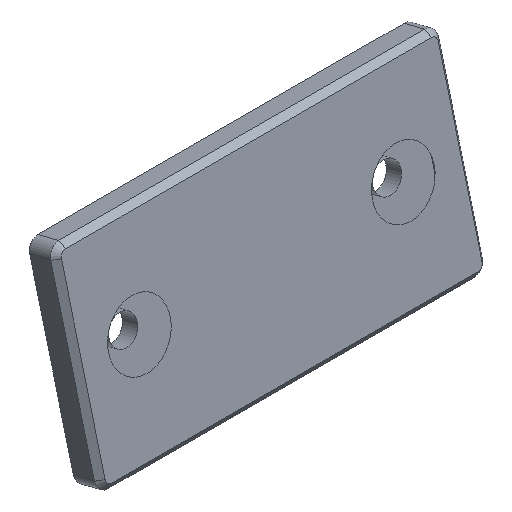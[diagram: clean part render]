
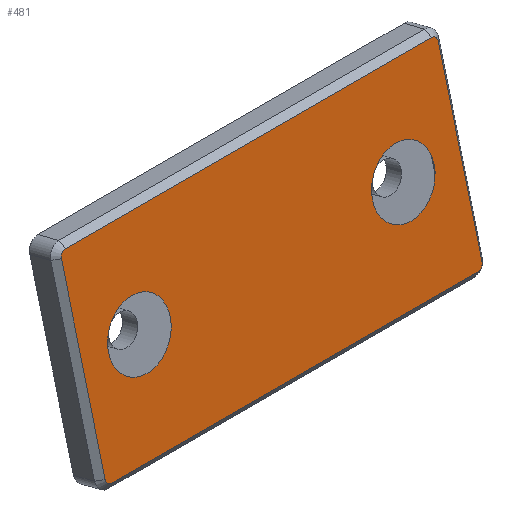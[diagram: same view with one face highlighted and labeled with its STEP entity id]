
A CAD part, isometric view. The second image highlights one B-rep face of the part: STEP entity #481.
In plain terms, the highlighted planar face has unit normal (0, -0.968, 0.25).
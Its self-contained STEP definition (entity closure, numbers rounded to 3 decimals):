
#15=FACE_BOUND('',#82,.T.);
#16=FACE_BOUND('',#83,.T.);
#31=PLANE('',#535);
#51=FACE_OUTER_BOUND('',#81,.T.);
#81=EDGE_LOOP('',(#371,#372,#373,#374,#375,#376,#377,#378));
#82=EDGE_LOOP('',(#379));
#83=EDGE_LOOP('',(#380));
#103=CIRCLE('',#514,1.);
#105=CIRCLE('',#518,1.);
#107=CIRCLE('',#522,1.);
#109=CIRCLE('',#526,1.);
#113=CIRCLE('',#536,5.7);
#114=CIRCLE('',#537,5.7);
#130=LINE('',#735,#174);
#134=LINE('',#747,#178);
#138=LINE('',#759,#182);
#141=LINE('',#768,#185);
#174=VECTOR('',#580,10.);
#178=VECTOR('',#592,10.);
#182=VECTOR('',#604,10.);
#185=VECTOR('',#615,10.);
#216=VERTEX_POINT('',#724);
#217=VERTEX_POINT('',#726);
#220=VERTEX_POINT('',#733);
#222=VERTEX_POINT('',#739);
#224=VERTEX_POINT('',#745);
#226=VERTEX_POINT('',#751);
#228=VERTEX_POINT('',#757);
#230=VERTEX_POINT('',#763);
#236=VERTEX_POINT('',#789);
#237=VERTEX_POINT('',#791);
#256=EDGE_CURVE('',#216,#217,#103,.T.);
#260=EDGE_CURVE('',#220,#216,#130,.T.);
#263=EDGE_CURVE('',#222,#220,#105,.T.);
#266=EDGE_CURVE('',#224,#222,#134,.T.);
#269=EDGE_CURVE('',#226,#224,#107,.T.);
#272=EDGE_CURVE('',#228,#226,#138,.T.);
#275=EDGE_CURVE('',#230,#228,#109,.T.);
#277=EDGE_CURVE('',#217,#230,#141,.T.);
#288=EDGE_CURVE('',#236,#236,#113,.F.);
#289=EDGE_CURVE('',#237,#237,#114,.F.);
#371=ORIENTED_EDGE('',*,*,#256,.F.);
#372=ORIENTED_EDGE('',*,*,#260,.F.);
#373=ORIENTED_EDGE('',*,*,#263,.F.);
#374=ORIENTED_EDGE('',*,*,#266,.F.);
#375=ORIENTED_EDGE('',*,*,#269,.F.);
#376=ORIENTED_EDGE('',*,*,#272,.F.);
#377=ORIENTED_EDGE('',*,*,#275,.F.);
#378=ORIENTED_EDGE('',*,*,#277,.F.);
#379=ORIENTED_EDGE('',*,*,#288,.T.);
#380=ORIENTED_EDGE('',*,*,#289,.T.);
#481=ADVANCED_FACE('',(#51,#15,#16),#31,.T.);
#514=AXIS2_PLACEMENT_3D('',#727,#572,#573);
#518=AXIS2_PLACEMENT_3D('',#741,#585,#586);
#522=AXIS2_PLACEMENT_3D('',#753,#597,#598);
#526=AXIS2_PLACEMENT_3D('',#765,#609,#610);
#535=AXIS2_PLACEMENT_3D('',#788,#636,#637);
#536=AXIS2_PLACEMENT_3D('',#790,#638,#639);
#537=AXIS2_PLACEMENT_3D('',#792,#640,#641);
#572=DIRECTION('center_axis',(0.,0.968,-0.25));
#573=DIRECTION('ref_axis',(-0.707,0.177,0.685));
#580=DIRECTION('',(0.,0.25,0.968));
#585=DIRECTION('center_axis',(0.,0.968,-0.25));
#586=DIRECTION('ref_axis',(-0.707,-0.176,-0.685));
#592=DIRECTION('',(-1.,0.,0.));
#597=DIRECTION('center_axis',(0.,0.968,-0.25));
#598=DIRECTION('ref_axis',(0.707,-0.177,-0.685));
#604=DIRECTION('',(0.,-0.25,-0.968));
#609=DIRECTION('center_axis',(0.,0.968,-0.25));
#610=DIRECTION('ref_axis',(0.707,0.176,0.685));
#615=DIRECTION('',(1.,0.,0.));
#636=DIRECTION('center_axis',(0.,-0.968,0.25));
#637=DIRECTION('ref_axis',(-1.,0.,0.));
#638=DIRECTION('center_axis',(0.,-0.968,0.25));
#639=DIRECTION('ref_axis',(-1.,0.,0.));
#640=DIRECTION('center_axis',(0.,-0.968,0.25));
#641=DIRECTION('ref_axis',(-1.,0.,0.));
#724=CARTESIAN_POINT('',(179.395,203.223,545.187));
#726=CARTESIAN_POINT('',(180.395,203.472,546.155));
#727=CARTESIAN_POINT('Origin',(180.395,203.223,545.187));
#733=CARTESIAN_POINT('',(179.395,195.157,513.892));
#735=CARTESIAN_POINT('',(179.395,199.025,528.902));
#739=CARTESIAN_POINT('',(180.395,194.907,512.924));
#741=CARTESIAN_POINT('Origin',(180.395,195.156,513.892));
#745=CARTESIAN_POINT('',(248.003,194.903,512.925));
#747=CARTESIAN_POINT('',(178.194,194.907,512.924));
#751=CARTESIAN_POINT('',(249.003,195.153,513.893));
#753=CARTESIAN_POINT('Origin',(248.003,195.153,513.893));
#757=CARTESIAN_POINT('',(249.003,203.219,545.188));
#759=CARTESIAN_POINT('',(249.003,193.655,508.083));
#763=CARTESIAN_POINT('',(248.003,203.468,546.156));
#765=CARTESIAN_POINT('Origin',(248.003,203.219,545.188));
#768=CARTESIAN_POINT('',(217.694,203.47,546.156));
#788=CARTESIAN_POINT('Origin',(181.7,194.033,509.535));
#789=CARTESIAN_POINT('',(244.275,199.261,529.831));
#790=CARTESIAN_POINT('Origin',(238.575,199.261,529.831));
#791=CARTESIAN_POINT('',(195.525,199.264,529.83));
#792=CARTESIAN_POINT('Origin',(189.825,199.264,529.83));
